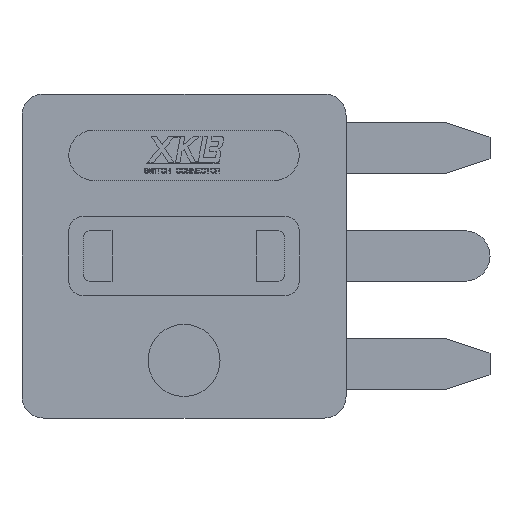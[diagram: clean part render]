
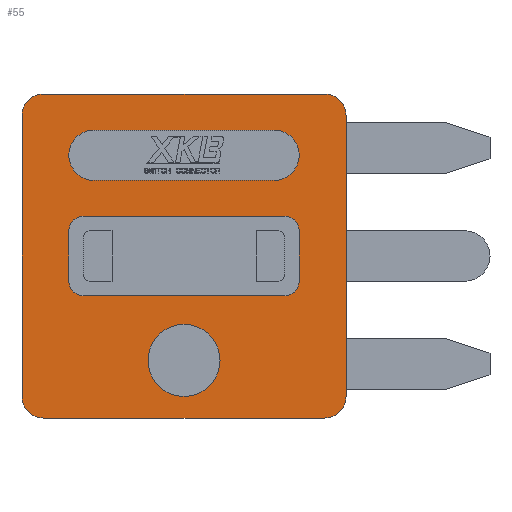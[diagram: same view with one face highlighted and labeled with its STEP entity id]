
A CAD part, front view. The second image highlights one B-rep face of the part: STEP entity #55.
In plain terms, the highlighted planar face has unit normal (0, -1, 0).
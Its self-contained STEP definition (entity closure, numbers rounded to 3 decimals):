
#55=ADVANCED_FACE('',(#585,#586,#587,#588),#589,.F.);
#585=FACE_OUTER_BOUND('',#1657,.T.);
#586=FACE_BOUND('',#1658,.T.);
#587=FACE_BOUND('',#1659,.T.);
#588=FACE_BOUND('',#1660,.T.);
#589=PLANE('',#1661);
#1657=EDGE_LOOP('',(#3048,#3049,#3050,#3051,#3052,#3053,#3054,#3055));
#1658=EDGE_LOOP('',(#3056,#3057));
#1659=EDGE_LOOP('',(#3058,#3059,#3060,#3061,#3062,#3063,#3064,#3065));
#1660=EDGE_LOOP('',(#3066,#3067,#3068,#3069));
#1661=AXIS2_PLACEMENT_3D('',#3070,#3071,#3072);
#3048=ORIENTED_EDGE('',*,*,#7458,.F.);
#3049=ORIENTED_EDGE('',*,*,#7459,.T.);
#3050=ORIENTED_EDGE('',*,*,#7460,.F.);
#3051=ORIENTED_EDGE('',*,*,#7461,.T.);
#3052=ORIENTED_EDGE('',*,*,#7462,.F.);
#3053=ORIENTED_EDGE('',*,*,#7463,.T.);
#3054=ORIENTED_EDGE('',*,*,#7464,.F.);
#3055=ORIENTED_EDGE('',*,*,#7465,.T.);
#3056=ORIENTED_EDGE('',*,*,#7430,.F.);
#3057=ORIENTED_EDGE('',*,*,#7466,.F.);
#3058=ORIENTED_EDGE('',*,*,#7467,.T.);
#3059=ORIENTED_EDGE('',*,*,#7468,.F.);
#3060=ORIENTED_EDGE('',*,*,#7469,.T.);
#3061=ORIENTED_EDGE('',*,*,#7470,.F.);
#3062=ORIENTED_EDGE('',*,*,#7471,.T.);
#3063=ORIENTED_EDGE('',*,*,#7472,.F.);
#3064=ORIENTED_EDGE('',*,*,#7473,.T.);
#3065=ORIENTED_EDGE('',*,*,#7474,.F.);
#3066=ORIENTED_EDGE('',*,*,#7475,.F.);
#3067=ORIENTED_EDGE('',*,*,#7476,.F.);
#3068=ORIENTED_EDGE('',*,*,#7477,.F.);
#3069=ORIENTED_EDGE('',*,*,#7478,.F.);
#3070=CARTESIAN_POINT('',(0.0,0.0,0.0));
#3071=DIRECTION('',(0.0,1.0,0.0));
#3072=DIRECTION('',(1.0,0.0,-0.0));
#7430=EDGE_CURVE('',#8888,#8891,#8892,.T.);
#7458=EDGE_CURVE('',#8945,#8946,#8947,.T.);
#7459=EDGE_CURVE('',#8945,#8948,#8949,.T.);
#7460=EDGE_CURVE('',#8950,#8948,#8951,.T.);
#7461=EDGE_CURVE('',#8950,#8952,#8953,.T.);
#7462=EDGE_CURVE('',#8954,#8952,#8955,.T.);
#7463=EDGE_CURVE('',#8954,#8956,#8957,.T.);
#7464=EDGE_CURVE('',#8958,#8956,#8959,.T.);
#7465=EDGE_CURVE('',#8958,#8946,#8960,.T.);
#7466=EDGE_CURVE('',#8891,#8888,#8961,.T.);
#7467=EDGE_CURVE('',#8962,#8963,#8964,.T.);
#7468=EDGE_CURVE('',#8965,#8963,#8966,.T.);
#7469=EDGE_CURVE('',#8965,#8967,#8968,.T.);
#7470=EDGE_CURVE('',#8969,#8967,#8970,.T.);
#7471=EDGE_CURVE('',#8969,#8971,#8972,.T.);
#7472=EDGE_CURVE('',#8973,#8971,#8974,.T.);
#7473=EDGE_CURVE('',#8973,#8975,#8976,.T.);
#7474=EDGE_CURVE('',#8962,#8975,#8977,.T.);
#7475=EDGE_CURVE('',#8978,#8979,#8980,.T.);
#7476=EDGE_CURVE('',#8981,#8978,#8982,.T.);
#7477=EDGE_CURVE('',#8983,#8981,#8984,.T.);
#7478=EDGE_CURVE('',#8979,#8983,#8985,.T.);
#8888=VERTEX_POINT('',#11308);
#8891=VERTEX_POINT('',#11312);
#8892=CIRCLE('',#11313,0.5);
#8945=VERTEX_POINT('',#11377);
#8946=VERTEX_POINT('',#11378);
#8947=LINE('',#11379,#11380);
#8948=VERTEX_POINT('',#11381);
#8949=CIRCLE('',#11382,0.3);
#8950=VERTEX_POINT('',#11383);
#8951=LINE('',#11384,#11385);
#8952=VERTEX_POINT('',#11386);
#8953=CIRCLE('',#11387,0.3);
#8954=VERTEX_POINT('',#11388);
#8955=LINE('',#11389,#11390);
#8956=VERTEX_POINT('',#11391);
#8957=CIRCLE('',#11392,0.3);
#8958=VERTEX_POINT('',#11393);
#8959=LINE('',#11394,#11395);
#8960=CIRCLE('',#11396,0.3);
#8961=CIRCLE('',#11397,0.5);
#8962=VERTEX_POINT('',#11398);
#8963=VERTEX_POINT('',#11399);
#8964=CIRCLE('',#11400,0.2);
#8965=VERTEX_POINT('',#11401);
#8966=LINE('',#11402,#11403);
#8967=VERTEX_POINT('',#11404);
#8968=CIRCLE('',#11405,0.2);
#8969=VERTEX_POINT('',#11406);
#8970=LINE('',#11407,#11408);
#8971=VERTEX_POINT('',#11409);
#8972=CIRCLE('',#11410,0.2);
#8973=VERTEX_POINT('',#11411);
#8974=LINE('',#11412,#11413);
#8975=VERTEX_POINT('',#11414);
#8976=CIRCLE('',#11415,0.2);
#8977=LINE('',#11416,#11417);
#8978=VERTEX_POINT('',#11418);
#8979=VERTEX_POINT('',#11419);
#8980=CIRCLE('',#11420,0.35);
#8981=VERTEX_POINT('',#11421);
#8982=LINE('',#11422,#11423);
#8983=VERTEX_POINT('',#11424);
#8984=CIRCLE('',#11425,0.35);
#8985=LINE('',#11426,#11427);
#11308=CARTESIAN_POINT('',(0.0,0.0,-0.95));
#11312=CARTESIAN_POINT('',(0.,0.0,-1.95));
#11313=AXIS2_PLACEMENT_3D('',#15083,#15084,#15085);
#11377=CARTESIAN_POINT('',(-2.25,0.0,-1.95));
#11378=CARTESIAN_POINT('',(-2.25,0.0,1.95));
#11379=CARTESIAN_POINT('',(-2.25,0.0,-1.95));
#11380=VECTOR('',#15145,3.9);
#11381=CARTESIAN_POINT('',(-1.95,0.0,-2.25));
#11382=AXIS2_PLACEMENT_3D('',#15146,#15147,#15148);
#11383=CARTESIAN_POINT('',(1.95,0.0,-2.25));
#11384=CARTESIAN_POINT('',(1.95,0.0,-2.25));
#11385=VECTOR('',#15149,3.9);
#11386=CARTESIAN_POINT('',(2.25,0.0,-1.95));
#11387=AXIS2_PLACEMENT_3D('',#15150,#15151,#15152);
#11388=CARTESIAN_POINT('',(2.25,0.0,1.95));
#11389=CARTESIAN_POINT('',(2.25,0.0,1.95));
#11390=VECTOR('',#15153,3.9);
#11391=CARTESIAN_POINT('',(1.95,0.0,2.25));
#11392=AXIS2_PLACEMENT_3D('',#15154,#15155,#15156);
#11393=CARTESIAN_POINT('',(-1.95,0.0,2.25));
#11394=CARTESIAN_POINT('',(-1.95,0.0,2.25));
#11395=VECTOR('',#15157,3.9);
#11396=AXIS2_PLACEMENT_3D('',#15158,#15159,#15160);
#11397=AXIS2_PLACEMENT_3D('',#15161,#15162,#15163);
#11398=CARTESIAN_POINT('',(1.4,0.0,0.55));
#11399=CARTESIAN_POINT('',(1.6,0.0,0.35));
#11400=AXIS2_PLACEMENT_3D('',#15164,#15165,#15166);
#11401=CARTESIAN_POINT('',(1.6,0.0,-0.35));
#11402=CARTESIAN_POINT('',(1.6,0.0,-0.35));
#11403=VECTOR('',#15167,0.7);
#11404=CARTESIAN_POINT('',(1.4,0.0,-0.55));
#11405=AXIS2_PLACEMENT_3D('',#15168,#15169,#15170);
#11406=CARTESIAN_POINT('',(-1.4,0.0,-0.55));
#11407=CARTESIAN_POINT('',(-1.4,0.0,-0.55));
#11408=VECTOR('',#15171,2.8);
#11409=CARTESIAN_POINT('',(-1.6,0.0,-0.35));
#11410=AXIS2_PLACEMENT_3D('',#15172,#15173,#15174);
#11411=CARTESIAN_POINT('',(-1.6,0.0,0.35));
#11412=CARTESIAN_POINT('',(-1.6,0.0,0.35));
#11413=VECTOR('',#15175,0.7);
#11414=CARTESIAN_POINT('',(-1.4,0.0,0.55));
#11415=AXIS2_PLACEMENT_3D('',#15176,#15177,#15178);
#11416=CARTESIAN_POINT('',(1.4,0.0,0.55));
#11417=VECTOR('',#15179,2.8);
#11418=CARTESIAN_POINT('',(1.25,0.0,1.05));
#11419=CARTESIAN_POINT('',(1.25,0.0,1.75));
#11420=AXIS2_PLACEMENT_3D('',#15180,#15181,#15182);
#11421=CARTESIAN_POINT('',(-1.25,0.0,1.05));
#11422=CARTESIAN_POINT('',(-1.25,0.0,1.05));
#11423=VECTOR('',#15183,2.5);
#11424=CARTESIAN_POINT('',(-1.25,0.0,1.75));
#11425=AXIS2_PLACEMENT_3D('',#15184,#15185,#15186);
#11426=CARTESIAN_POINT('',(1.25,0.0,1.75));
#11427=VECTOR('',#15187,2.5);
#15083=CARTESIAN_POINT('',(0.0,0.0,-1.45));
#15084=DIRECTION('',(0.0,-1.0,0.0));
#15085=DIRECTION('',(0.0,0.0,1.0));
#15145=DIRECTION('',(0.0,0.0,1.0));
#15146=CARTESIAN_POINT('',(-1.95,0.0,-1.95));
#15147=DIRECTION('',(0.0,-1.0,0.0));
#15148=DIRECTION('',(-1.0,0.0,0.0));
#15149=DIRECTION('',(-1.0,0.0,0.0));
#15150=CARTESIAN_POINT('',(1.95,0.0,-1.95));
#15151=DIRECTION('',(0.0,-1.0,0.0));
#15152=DIRECTION('',(0.0,0.0,-1.0));
#15153=DIRECTION('',(0.0,0.0,-1.0));
#15154=CARTESIAN_POINT('',(1.95,0.0,1.95));
#15155=DIRECTION('',(0.0,-1.0,0.0));
#15156=DIRECTION('',(1.0,0.0,0.0));
#15157=DIRECTION('',(1.0,0.0,0.0));
#15158=CARTESIAN_POINT('',(-1.95,0.0,1.95));
#15159=DIRECTION('',(0.0,-1.0,0.0));
#15160=DIRECTION('',(0.0,0.0,1.0));
#15161=CARTESIAN_POINT('',(0.0,0.0,-1.45));
#15162=DIRECTION('',(0.0,-1.0,0.0));
#15163=DIRECTION('',(0.0,0.0,1.0));
#15164=CARTESIAN_POINT('',(1.4,0.0,0.35));
#15165=DIRECTION('',(0.0,1.0,0.0));
#15166=DIRECTION('',(0.0,0.0,1.0));
#15167=DIRECTION('',(0.0,0.0,1.0));
#15168=CARTESIAN_POINT('',(1.4,0.0,-0.35));
#15169=DIRECTION('',(-0.0,1.0,0.0));
#15170=DIRECTION('',(1.0,0.0,0.0));
#15171=DIRECTION('',(1.0,0.0,0.0));
#15172=CARTESIAN_POINT('',(-1.4,0.0,-0.35));
#15173=DIRECTION('',(0.0,1.0,0.0));
#15174=DIRECTION('',(0.0,0.0,-1.0));
#15175=DIRECTION('',(0.0,0.0,-1.0));
#15176=CARTESIAN_POINT('',(-1.4,0.0,0.35));
#15177=DIRECTION('',(0.0,1.0,0.0));
#15178=DIRECTION('',(-1.0,0.0,0.0));
#15179=DIRECTION('',(-1.0,0.0,0.0));
#15180=CARTESIAN_POINT('',(1.25,0.0,1.4));
#15181=DIRECTION('',(0.0,-1.0,0.0));
#15182=DIRECTION('',(0.0,0.0,-1.0));
#15183=DIRECTION('',(1.0,0.0,0.0));
#15184=CARTESIAN_POINT('',(-1.25,0.0,1.4));
#15185=DIRECTION('',(0.0,-1.0,0.0));
#15186=DIRECTION('',(0.0,0.0,1.0));
#15187=DIRECTION('',(-1.0,0.0,0.0));
